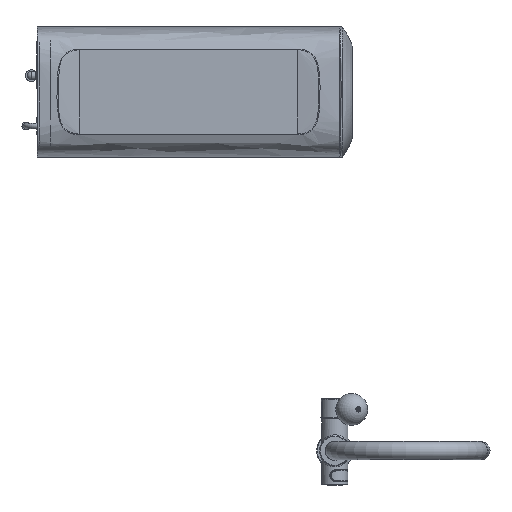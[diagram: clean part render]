
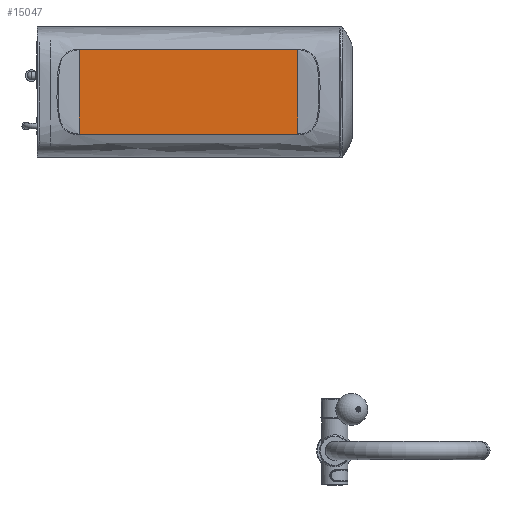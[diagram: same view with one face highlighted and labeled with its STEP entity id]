
A CAD part, top view. The second image highlights one B-rep face of the part: STEP entity #15047.
In plain terms, the highlighted planar face has unit normal (0, 0, 1).
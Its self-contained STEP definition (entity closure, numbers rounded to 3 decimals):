
#5433=ORIENTED_EDGE('',*,*,#8259,.T.);
#5434=ORIENTED_EDGE('',*,*,#8256,.T.);
#5435=ORIENTED_EDGE('',*,*,#8265,.T.);
#5436=ORIENTED_EDGE('',*,*,#8266,.T.);
#8256=EDGE_CURVE('',#10609,#10608,#11907,.T.);
#8259=EDGE_CURVE('',#10612,#10609,#11909,.T.);
#8265=EDGE_CURVE('',#10608,#10615,#11911,.T.);
#8266=EDGE_CURVE('',#10615,#10612,#11912,.T.);
#10608=VERTEX_POINT('',#45423);
#10609=VERTEX_POINT('',#45424);
#10612=VERTEX_POINT('',#45435);
#10615=VERTEX_POINT('',#45745);
#11907=LINE('',#45425,#13102);
#11909=LINE('',#45434,#13104);
#11911=LINE('',#45746,#13106);
#11912=LINE('',#45748,#13107);
#13102=VECTOR('',#19076,1000.);
#13104=VECTOR('',#19080,1000.);
#13106=VECTOR('',#19084,1000.);
#13107=VECTOR('',#19087,1000.);
#13659=EDGE_LOOP('',(#5433,#5434,#5435,#5436));
#14281=FACE_BOUND('',#13659,.T.);
#14609=PLANE('',#16301);
#15047=ADVANCED_FACE('',(#14281),#14609,.T.);
#16301=AXIS2_PLACEMENT_3D('',#45747,#19085,#19086);
#19076=DIRECTION('',(0.,1.,0.));
#19080=DIRECTION('',(1.,0.,0.));
#19084=DIRECTION('',(-1.,0.,0.));
#19085=DIRECTION('',(0.,0.,1.));
#19086=DIRECTION('',(0.,-1.,0.));
#19087=DIRECTION('',(0.,-1.,0.));
#45423=CARTESIAN_POINT('',(-82.713,545.817,460.975));
#45424=CARTESIAN_POINT('',(-82.713,417.083,460.975));
#45425=CARTESIAN_POINT('',(-82.713,417.083,460.975));
#45434=CARTESIAN_POINT('',(-417.189,417.083,460.975));
#45435=CARTESIAN_POINT('',(-417.189,417.083,460.975));
#45745=CARTESIAN_POINT('',(-417.189,545.817,460.975));
#45746=CARTESIAN_POINT('',(-82.713,545.817,460.975));
#45747=CARTESIAN_POINT('',(-450.649,558.703,460.975));
#45748=CARTESIAN_POINT('',(-417.189,545.817,460.975));
